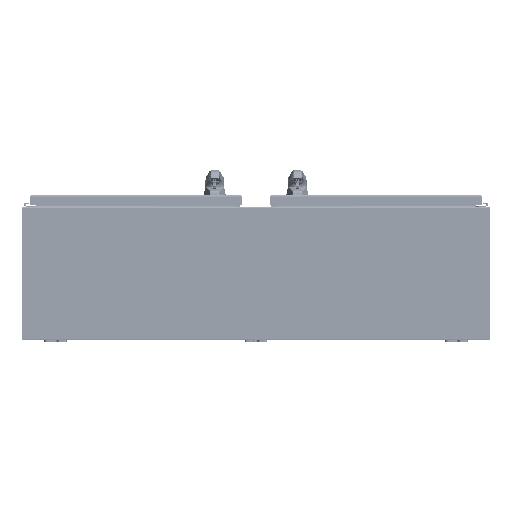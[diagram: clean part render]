
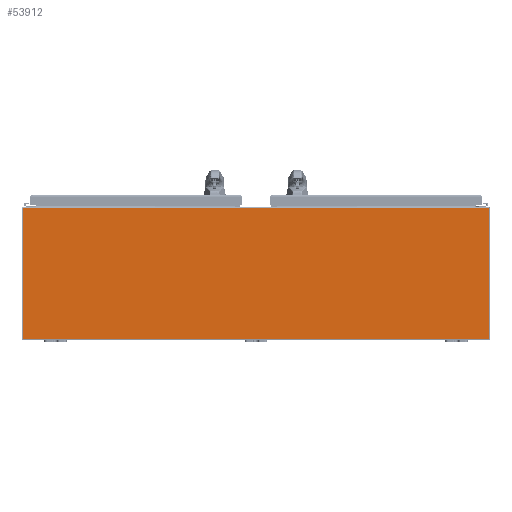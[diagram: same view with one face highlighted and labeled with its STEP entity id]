
A CAD part, front view. The second image highlights one B-rep face of the part: STEP entity #53912.
In plain terms, the highlighted planar face has unit normal (0, -1, 0).
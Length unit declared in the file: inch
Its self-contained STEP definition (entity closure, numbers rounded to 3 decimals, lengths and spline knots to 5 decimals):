
#7806 = LINE ( 'NONE', #120572, #73085 ) ;
#13920 = EDGE_CURVE ( 'NONE', #71966, #153814, #7806, .T. ) ;
#15537 = VECTOR ( 'NONE', #118894, 39.37008 ) ;
#18672 = EDGE_CURVE ( 'NONE', #71966, #130396, #50012, .T. ) ;
#19866 = ORIENTED_EDGE ( 'NONE', *, *, #67348, .F. ) ;
#20756 = VECTOR ( 'NONE', #149025, 39.37008 ) ;
#21250 = CARTESIAN_POINT ( 'NONE',  ( 0., -21., 0.10525 ) ) ;
#28623 = CARTESIAN_POINT ( 'NONE',  ( 0., -21., -20.86218 ) ) ;
#41676 = DIRECTION ( 'NONE',  ( 1., 0., 0. ) ) ;
#42360 = CARTESIAN_POINT ( 'NONE',  ( -20.926, -21., 11.89475 ) ) ;
#50012 = LINE ( 'NONE', #119994, #15537 ) ;
#53912 = ADVANCED_FACE ( 'NONE', ( #165434 ), #54126, .F. ) ;
#54126 = PLANE ( 'NONE',  #120394 ) ;
#67348 = EDGE_CURVE ( 'NONE', #79157, #153814, #120147, .T. ) ;
#71966 = VERTEX_POINT ( 'NONE', #90642 ) ;
#73085 = VECTOR ( 'NONE', #125690, 39.37008 ) ;
#77326 = EDGE_CURVE ( 'NONE', #79157, #130396, #164449, .T. ) ;
#79157 = VERTEX_POINT ( 'NONE', #85328 ) ;
#84344 = CARTESIAN_POINT ( 'NONE',  ( -20.926, -21., 0.10525 ) ) ;
#85328 = CARTESIAN_POINT ( 'NONE',  ( -20.926, -21., 0.10525 ) ) ;
#90642 = CARTESIAN_POINT ( 'NONE',  ( 20.926, -21., 11.89475 ) ) ;
#91853 = ORIENTED_EDGE ( 'NONE', *, *, #77326, .T. ) ;
#110997 = EDGE_LOOP ( 'NONE', ( #145579, #19866, #91853, #154563 ) ) ;
#112028 = DIRECTION ( 'NONE',  ( 1., 0., 0. ) ) ;
#118894 = DIRECTION ( 'NONE',  ( 0., 0., -1. ) ) ;
#119333 = DIRECTION ( 'NONE',  ( 0., 1., 0. ) ) ;
#119994 = CARTESIAN_POINT ( 'NONE',  ( 20.926, -21., -0.04012 ) ) ;
#120147 = LINE ( 'NONE', #84344, #20756 ) ;
#120394 = AXIS2_PLACEMENT_3D ( 'NONE', #28623, #119333, #41676 ) ;
#120572 = CARTESIAN_POINT ( 'NONE',  ( 10.463, -21., 11.89475 ) ) ;
#125690 = DIRECTION ( 'NONE',  ( -1., 0., 0. ) ) ;
#126123 = VECTOR ( 'NONE', #112028, 39.37008 ) ;
#130396 = VERTEX_POINT ( 'NONE', #131604 ) ;
#131604 = CARTESIAN_POINT ( 'NONE',  ( 20.926, -21., 0.10525 ) ) ;
#145579 = ORIENTED_EDGE ( 'NONE', *, *, #13920, .T. ) ;
#149025 = DIRECTION ( 'NONE',  ( 0., 0., 1. ) ) ;
#153814 = VERTEX_POINT ( 'NONE', #42360 ) ;
#154563 = ORIENTED_EDGE ( 'NONE', *, *, #18672, .F. ) ;
#164449 = LINE ( 'NONE', #21250, #126123 ) ;
#165434 = FACE_OUTER_BOUND ( 'NONE', #110997, .T. ) ;
